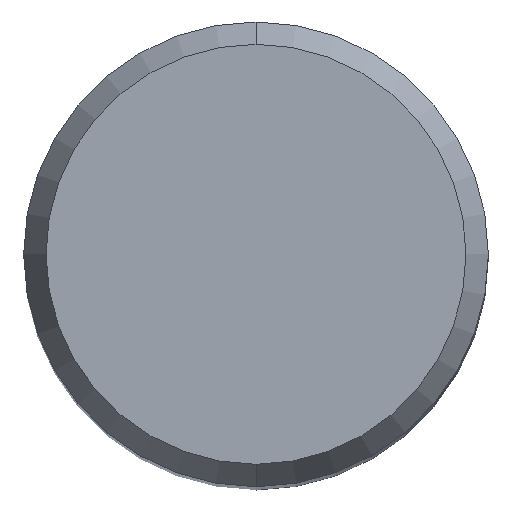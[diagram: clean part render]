
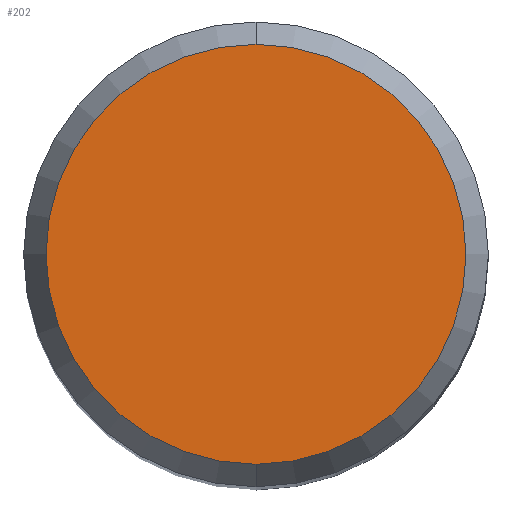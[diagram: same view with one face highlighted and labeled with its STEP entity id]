
A CAD part, top view. The second image highlights one B-rep face of the part: STEP entity #202.
In plain terms, the highlighted planar face has unit normal (0, 0, 1).
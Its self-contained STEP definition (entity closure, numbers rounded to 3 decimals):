
#94=VERTEX_POINT('',#232);
#102=EDGE_CURVE('',#148,#94,#241,.T.);
#148=VERTEX_POINT('',#293);
#202=ADVANCED_FACE('',(#353),#354,.T.);
#206=EDGE_CURVE('',#94,#148,#359,.T.);
#232=CARTESIAN_POINT('',(0.,-4.304,0.01));
#241=CIRCLE('',#390,4.304);
#293=CARTESIAN_POINT('',(0.0,4.304,0.01));
#353=FACE_OUTER_BOUND('',#529,.T.);
#354=PLANE('',#530);
#359=CIRCLE('',#536,4.304);
#390=AXIS2_PLACEMENT_3D('',#562,#563,#564);
#529=EDGE_LOOP('',(#699,#700));
#530=AXIS2_PLACEMENT_3D('',#701,#702,#703);
#536=AXIS2_PLACEMENT_3D('',#710,#711,#712);
#562=CARTESIAN_POINT('',(0.0,0.0,0.01));
#563=DIRECTION('',(0.0,0.0,-1.0));
#564=DIRECTION('',(0.0,1.0,0.0));
#699=ORIENTED_EDGE('',*,*,#102,.F.);
#700=ORIENTED_EDGE('',*,*,#206,.F.);
#701=CARTESIAN_POINT('',(0.0,2.152,0.01));
#702=DIRECTION('',(-0.0,0.0,1.0));
#703=DIRECTION('',(0.0,-1.0,0.0));
#710=CARTESIAN_POINT('',(0.0,0.0,0.01));
#711=DIRECTION('',(0.0,0.0,-1.0));
#712=DIRECTION('',(0.0,1.0,0.0));
